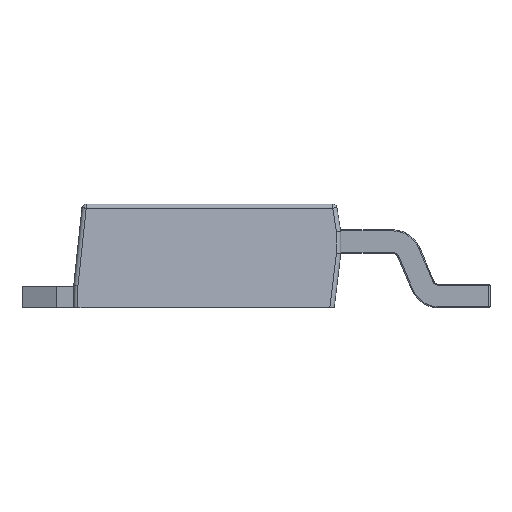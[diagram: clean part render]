
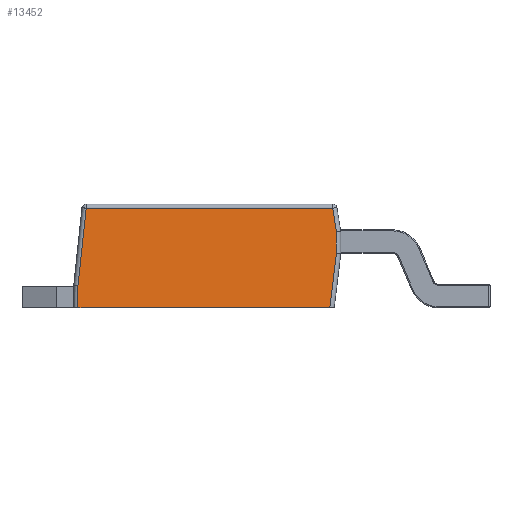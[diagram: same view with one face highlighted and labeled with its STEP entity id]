
A CAD part, left-side view. The second image highlights one B-rep face of the part: STEP entity #13452.
In plain terms, the highlighted planar face has unit normal (-0.997, 0, 0.083).
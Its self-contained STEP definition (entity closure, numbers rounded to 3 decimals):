
#55 = DIRECTION ( 'NONE',  ( -0.083, 0., -0.997 ) ) ;
#496 = DIRECTION ( 'NONE',  ( -0.083, 0., -0.997 ) ) ;
#2090 = LINE ( 'NONE', #29719, #17169 ) ;
#2733 = PLANE ( 'NONE',  #29288 ) ;
#2993 = ORIENTED_EDGE ( 'NONE', *, *, #21407, .T. ) ;
#3920 = DIRECTION ( 'NONE',  ( 0., 1., 0. ) ) ;
#4572 = EDGE_CURVE ( 'NONE', #27438, #13228, #30302, .T. ) ;
#4893 = ORIENTED_EDGE ( 'NONE', *, *, #21683, .T. ) ;
#5156 = DIRECTION ( 'NONE',  ( 0., -1., 0. ) ) ;
#5626 = CARTESIAN_POINT ( 'NONE',  ( -3.35, -2.848, 0. ) ) ;
#5861 = DIRECTION ( 'NONE',  ( 0.082, -0.12, 0.989 ) ) ;
#7072 = VECTOR ( 'NONE', #55, 1000. ) ;
#7387 = LINE ( 'NONE', #8248, #24664 ) ;
#8071 = EDGE_CURVE ( 'NONE', #13570, #16500, #7387, .T. ) ;
#8195 = LINE ( 'NONE', #19219, #26192 ) ;
#8248 = CARTESIAN_POINT ( 'NONE',  ( -3.246, -3., 1.254 ) ) ;
#8365 = CARTESIAN_POINT ( 'NONE',  ( -3.245, -3., 1.256 ) ) ;
#8394 = CARTESIAN_POINT ( 'NONE',  ( -3.308, 3.001, 0.499 ) ) ;
#10743 = DIRECTION ( 'NONE',  ( -0.083, 0.105, -0.991 ) ) ;
#12283 = VECTOR ( 'NONE', #10743, 1000. ) ;
#12846 = VERTEX_POINT ( 'NONE', #18514 ) ;
#13218 = EDGE_CURVE ( 'NONE', #21260, #27438, #2090, .T. ) ;
#13228 = VERTEX_POINT ( 'NONE', #27362 ) ;
#13308 = LINE ( 'NONE', #21113, #7072 ) ;
#13452 = ADVANCED_FACE ( 'NONE', ( #24859 ), #2733, .F. ) ;
#13570 = VERTEX_POINT ( 'NONE', #5626 ) ;
#14544 = DIRECTION ( 'NONE',  ( 0.997, 0., -0.083 ) ) ;
#15353 = ORIENTED_EDGE ( 'NONE', *, *, #23300, .T. ) ;
#16500 = VERTEX_POINT ( 'NONE', #8365 ) ;
#17044 = CARTESIAN_POINT ( 'NONE',  ( -3.151, -2.902, 2.385 ) ) ;
#17169 = VECTOR ( 'NONE', #3920, 1000. ) ;
#18389 = VECTOR ( 'NONE', #22824, 1000. ) ;
#18514 = CARTESIAN_POINT ( 'NONE',  ( -3.35, 3., 0. ) ) ;
#18796 = VERTEX_POINT ( 'NONE', #28540 ) ;
#19184 = DIRECTION ( 'NONE',  ( 0.082, 0.155, 0.984 ) ) ;
#19219 = CARTESIAN_POINT ( 'NONE',  ( -3.35, 3.1, 0. ) ) ;
#20122 = ORIENTED_EDGE ( 'NONE', *, *, #4572, .T. ) ;
#20296 = EDGE_CURVE ( 'NONE', #18796, #21260, #21519, .T. ) ;
#21113 = CARTESIAN_POINT ( 'NONE',  ( -3.15, 3., 2.4 ) ) ;
#21260 = VERTEX_POINT ( 'NONE', #25641 ) ;
#21268 = ORIENTED_EDGE ( 'NONE', *, *, #8071, .T. ) ;
#21407 = EDGE_CURVE ( 'NONE', #12846, #13570, #8195, .T. ) ;
#21519 = LINE ( 'NONE', #17044, #27792 ) ;
#21683 = EDGE_CURVE ( 'NONE', #16500, #18796, #24684, .T. ) ;
#22824 = DIRECTION ( 'NONE',  ( 0.083, 0., 0.997 ) ) ;
#22981 = ORIENTED_EDGE ( 'NONE', *, *, #20296, .T. ) ;
#23300 = EDGE_CURVE ( 'NONE', #13228, #12846, #13308, .T. ) ;
#23649 = ORIENTED_EDGE ( 'NONE', *, *, #13218, .T. ) ;
#24058 = EDGE_LOOP ( 'NONE', ( #2993, #21268, #4893, #22981, #23649, #20122, #15353 ) ) ;
#24664 = VECTOR ( 'NONE', #5861, 1000. ) ;
#24684 = LINE ( 'NONE', #27443, #18389 ) ;
#24859 = FACE_OUTER_BOUND ( 'NONE', #24058, .T. ) ;
#25641 = CARTESIAN_POINT ( 'NONE',  ( -3.158, -2.915, 2.308 ) ) ;
#26192 = VECTOR ( 'NONE', #5156, 1000. ) ;
#27362 = CARTESIAN_POINT ( 'NONE',  ( -3.307, 3., 0.512 ) ) ;
#27438 = VERTEX_POINT ( 'NONE', #27981 ) ;
#27443 = CARTESIAN_POINT ( 'NONE',  ( -3.15, -3., 2.4 ) ) ;
#27792 = VECTOR ( 'NONE', #19184, 1000. ) ;
#27981 = CARTESIAN_POINT ( 'NONE',  ( -3.158, 2.81, 2.308 ) ) ;
#28540 = CARTESIAN_POINT ( 'NONE',  ( -3.203, -3., 1.767 ) ) ;
#28663 = CARTESIAN_POINT ( 'NONE',  ( -3.15, 3.101, 2.4 ) ) ;
#29288 = AXIS2_PLACEMENT_3D ( 'NONE', #28663, #14544, #496 ) ;
#29719 = CARTESIAN_POINT ( 'NONE',  ( -3.158, 2.9, 2.308 ) ) ;
#30302 = LINE ( 'NONE', #8394, #12283 ) ;
